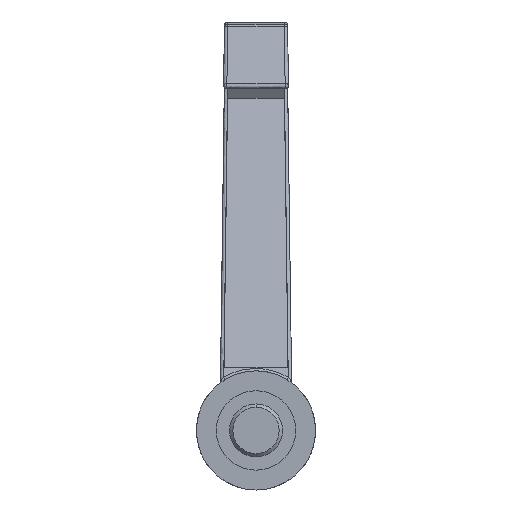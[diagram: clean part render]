
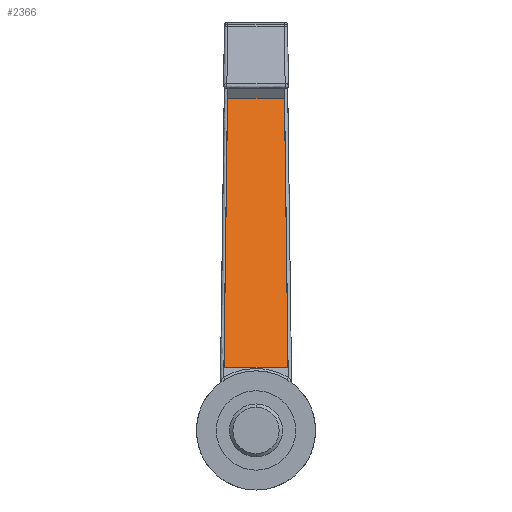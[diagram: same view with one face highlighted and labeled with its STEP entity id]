
A CAD part, front view. The second image highlights one B-rep face of the part: STEP entity #2366.
In plain terms, the highlighted planar face has unit normal (0, -0.955, 0.298).
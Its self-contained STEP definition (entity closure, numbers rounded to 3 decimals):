
#681 = VERTEX_POINT ( 'NONE', #5359 ) ;
#816 = ORIENTED_EDGE ( 'NONE', *, *, #2136, .T. ) ;
#843 = LINE ( 'NONE', #4260, #1417 ) ;
#874 = VERTEX_POINT ( 'NONE', #2561 ) ;
#984 = VECTOR ( 'NONE', #5293, 1000. ) ;
#1417 = VECTOR ( 'NONE', #3376, 1000. ) ;
#1894 = FACE_OUTER_BOUND ( 'NONE', #5171, .T. ) ;
#2057 = VERTEX_POINT ( 'NONE', #2688 ) ;
#2110 = CARTESIAN_POINT ( 'NONE',  ( 4.848, 16.007, 8.083 ) ) ;
#2136 = EDGE_CURVE ( 'NONE', #4587, #874, #2392, .T. ) ;
#2366 = ADVANCED_FACE ( 'NONE', ( #1894 ), #4619, .T. ) ;
#2371 = EDGE_CURVE ( 'NONE', #681, #4587, #4298, .T. ) ;
#2392 = LINE ( 'NONE', #3601, #984 ) ;
#2558 = ORIENTED_EDGE ( 'NONE', *, *, #2371, .T. ) ;
#2561 = CARTESIAN_POINT ( 'NONE',  ( 4.296, 29.169, 50.203 ) ) ;
#2586 = ORIENTED_EDGE ( 'NONE', *, *, #2815, .T. ) ;
#2688 = CARTESIAN_POINT ( 'NONE',  ( -4.296, 29.169, 50.203 ) ) ;
#2815 = EDGE_CURVE ( 'NONE', #2057, #681, #843, .T. ) ;
#2973 = DIRECTION ( 'NONE',  ( 0., -0.298, -0.954 ) ) ;
#3005 = CARTESIAN_POINT ( 'NONE',  ( 4.296, 29.169, 50.203 ) ) ;
#3321 = VECTOR ( 'NONE', #4683, 1000. ) ;
#3376 = DIRECTION ( 'NONE',  ( -0.012, -0.298, -0.954 ) ) ;
#3437 = DIRECTION ( 'NONE',  ( 0., -0.954, 0.298 ) ) ;
#3577 = ORIENTED_EDGE ( 'NONE', *, *, #4067, .T. ) ;
#3601 = CARTESIAN_POINT ( 'NONE',  ( 4.848, 16.007, 8.083 ) ) ;
#3800 = AXIS2_PLACEMENT_3D ( 'NONE', #5046, #3437, #2973 ) ;
#4067 = EDGE_CURVE ( 'NONE', #874, #2057, #4248, .T. ) ;
#4248 = LINE ( 'NONE', #3005, #3321 ) ;
#4260 = CARTESIAN_POINT ( 'NONE',  ( -4.848, 16.007, 8.083 ) ) ;
#4268 = DIRECTION ( 'NONE',  ( 1., 0., 0. ) ) ;
#4298 = LINE ( 'NONE', #2110, #5214 ) ;
#4399 = CARTESIAN_POINT ( 'NONE',  ( 4.848, 16.007, 8.083 ) ) ;
#4587 = VERTEX_POINT ( 'NONE', #4399 ) ;
#4619 = PLANE ( 'NONE',  #3800 ) ;
#4683 = DIRECTION ( 'NONE',  ( -1., 0., 0. ) ) ;
#5046 = CARTESIAN_POINT ( 'NONE',  ( 0., 12.281, -3.838 ) ) ;
#5171 = EDGE_LOOP ( 'NONE', ( #816, #3577, #2586, #2558 ) ) ;
#5214 = VECTOR ( 'NONE', #4268, 1000. ) ;
#5293 = DIRECTION ( 'NONE',  ( -0.012, 0.298, 0.954 ) ) ;
#5359 = CARTESIAN_POINT ( 'NONE',  ( -4.848, 16.007, 8.083 ) ) ;
